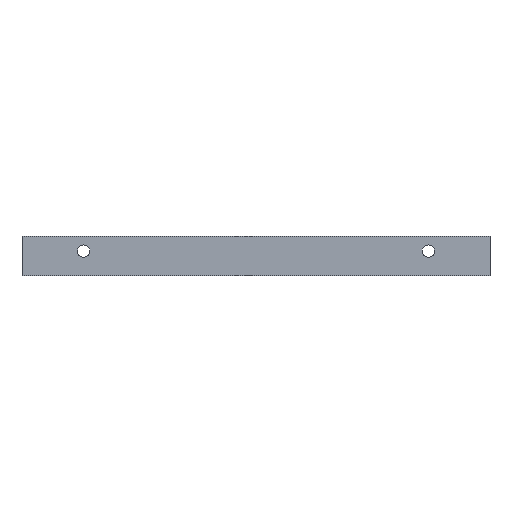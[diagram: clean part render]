
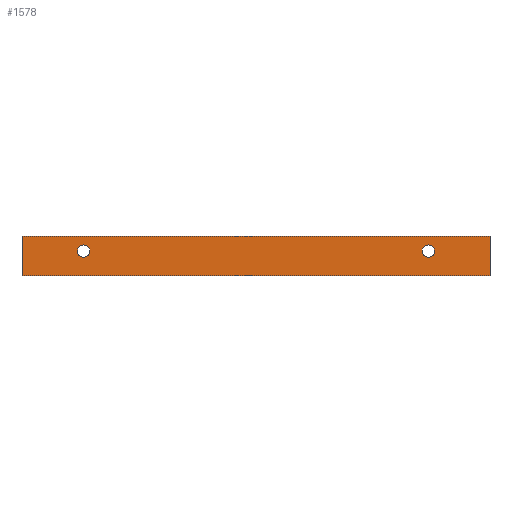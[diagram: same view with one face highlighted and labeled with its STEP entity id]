
A CAD part, front view. The second image highlights one B-rep face of the part: STEP entity #1578.
In plain terms, the highlighted planar face has unit normal (0, -1, 0).
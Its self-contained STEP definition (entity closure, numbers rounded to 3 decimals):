
#67=FACE_BOUND('',#302,.T.);
#68=FACE_BOUND('',#303,.T.);
#99=PLANE('',#1757);
#174=FACE_OUTER_BOUND('',#301,.T.);
#301=EDGE_LOOP('',(#1440,#1441,#1442,#1443));
#302=EDGE_LOOP('',(#1444));
#303=EDGE_LOOP('',(#1445));
#360=LINE('',#2418,#489);
#376=LINE('',#2462,#505);
#436=LINE('',#2654,#565);
#437=LINE('',#2656,#566);
#489=VECTOR('',#1938,95.);
#505=VECTOR('',#1974,95.);
#565=VECTOR('',#2208,8.);
#566=VECTOR('',#2211,8.);
#651=CIRCLE('',#1724,1.25);
#652=CIRCLE('',#1726,1.25);
#732=VERTEX_POINT('',#2399);
#741=VERTEX_POINT('',#2416);
#758=VERTEX_POINT('',#2459);
#759=VERTEX_POINT('',#2461);
#797=VERTEX_POINT('',#2590);
#798=VERTEX_POINT('',#2594);
#901=EDGE_CURVE('',#741,#732,#360,.T.);
#923=EDGE_CURVE('',#758,#759,#376,.T.);
#989=EDGE_CURVE('',#797,#797,#651,.F.);
#991=EDGE_CURVE('',#798,#798,#652,.F.);
#1020=EDGE_CURVE('',#732,#758,#436,.T.);
#1021=EDGE_CURVE('',#741,#759,#437,.T.);
#1440=ORIENTED_EDGE('',*,*,#901,.F.);
#1441=ORIENTED_EDGE('',*,*,#1021,.T.);
#1442=ORIENTED_EDGE('',*,*,#923,.F.);
#1443=ORIENTED_EDGE('',*,*,#1020,.F.);
#1444=ORIENTED_EDGE('',*,*,#989,.T.);
#1445=ORIENTED_EDGE('',*,*,#991,.T.);
#1578=ADVANCED_FACE('',(#174,#67,#68),#99,.T.);
#1724=AXIS2_PLACEMENT_3D('',#2592,#2121,#2122);
#1726=AXIS2_PLACEMENT_3D('',#2596,#2126,#2127);
#1757=AXIS2_PLACEMENT_3D('',#2657,#2212,#2213);
#1938=DIRECTION('',(1.,0.,0.));
#1974=DIRECTION('',(-1.,0.,0.));
#2121=DIRECTION('center_axis',(0.,-1.,0.));
#2122=DIRECTION('ref_axis',(1.,0.,0.));
#2126=DIRECTION('center_axis',(0.,-1.,0.));
#2127=DIRECTION('ref_axis',(1.,0.,0.));
#2208=DIRECTION('',(0.,0.,-1.));
#2211=DIRECTION('',(0.,0.,-1.));
#2212=DIRECTION('center_axis',(0.,-1.,0.));
#2213=DIRECTION('ref_axis',(0.,0.,-1.));
#2399=CARTESIAN_POINT('',(47.5,-47.5,8.));
#2416=CARTESIAN_POINT('',(-47.5,-47.5,8.));
#2418=CARTESIAN_POINT('',(-47.5,-47.5,8.));
#2459=CARTESIAN_POINT('',(47.5,-47.5,0.));
#2461=CARTESIAN_POINT('',(-47.5,-47.5,0.));
#2462=CARTESIAN_POINT('',(47.5,-47.5,0.));
#2590=CARTESIAN_POINT('',(35.,-47.5,6.25));
#2592=CARTESIAN_POINT('Origin',(35.,-47.5,5.));
#2594=CARTESIAN_POINT('',(-35.,-47.5,6.25));
#2596=CARTESIAN_POINT('Origin',(-35.,-47.5,5.));
#2654=CARTESIAN_POINT('',(47.5,-47.5,8.));
#2656=CARTESIAN_POINT('',(-47.5,-47.5,8.));
#2657=CARTESIAN_POINT('Origin',(-47.5,-47.5,8.001));
